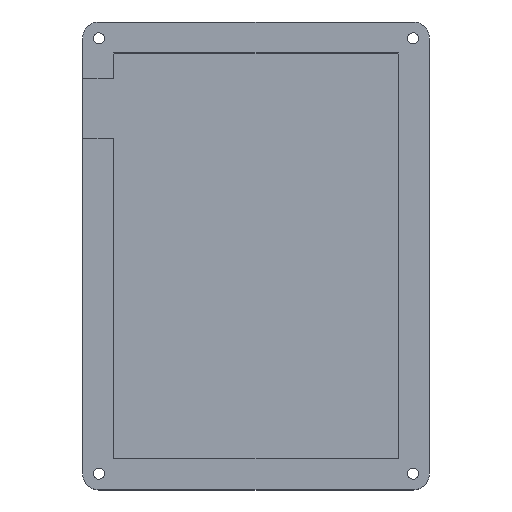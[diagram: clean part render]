
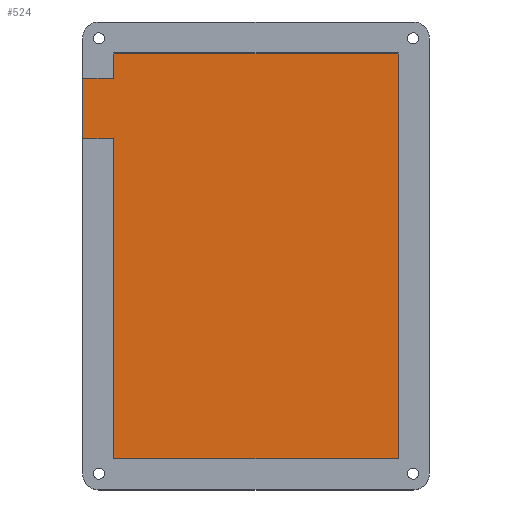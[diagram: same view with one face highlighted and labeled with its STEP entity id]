
A CAD part, top view. The second image highlights one B-rep face of the part: STEP entity #524.
In plain terms, the highlighted planar face has unit normal (0, 0, 1).
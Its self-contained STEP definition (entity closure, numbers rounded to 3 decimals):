
#34=PLANE('',#580);
#56=FACE_OUTER_BOUND('',#90,.T.);
#90=EDGE_LOOP('',(#421,#422,#423,#424,#425,#426,#427,#428));
#134=LINE('',#824,#182);
#142=LINE('',#846,#190);
#145=LINE('',#851,#193);
#146=LINE('',#854,#194);
#149=LINE('',#859,#197);
#150=LINE('',#862,#198);
#151=LINE('',#864,#199);
#152=LINE('',#865,#200);
#182=VECTOR('',#654,10.);
#190=VECTOR('',#678,10.);
#193=VECTOR('',#683,10.);
#194=VECTOR('',#686,10.);
#197=VECTOR('',#691,10.);
#198=VECTOR('',#694,10.);
#199=VECTOR('',#695,10.);
#200=VECTOR('',#696,10.);
#260=VERTEX_POINT('',#821);
#261=VERTEX_POINT('',#823);
#267=VERTEX_POINT('',#845);
#268=VERTEX_POINT('',#849);
#269=VERTEX_POINT('',#853);
#270=VERTEX_POINT('',#857);
#271=VERTEX_POINT('',#861);
#272=VERTEX_POINT('',#863);
#311=EDGE_CURVE('',#260,#261,#134,.T.);
#322=EDGE_CURVE('',#261,#267,#142,.T.);
#325=EDGE_CURVE('',#268,#260,#145,.T.);
#326=EDGE_CURVE('',#267,#269,#146,.T.);
#329=EDGE_CURVE('',#270,#268,#149,.T.);
#330=EDGE_CURVE('',#271,#270,#150,.T.);
#331=EDGE_CURVE('',#272,#271,#151,.T.);
#332=EDGE_CURVE('',#269,#272,#152,.T.);
#421=ORIENTED_EDGE('',*,*,#330,.F.);
#422=ORIENTED_EDGE('',*,*,#331,.F.);
#423=ORIENTED_EDGE('',*,*,#332,.F.);
#424=ORIENTED_EDGE('',*,*,#326,.F.);
#425=ORIENTED_EDGE('',*,*,#322,.F.);
#426=ORIENTED_EDGE('',*,*,#311,.F.);
#427=ORIENTED_EDGE('',*,*,#325,.F.);
#428=ORIENTED_EDGE('',*,*,#329,.F.);
#524=ADVANCED_FACE('',(#56),#34,.T.);
#580=AXIS2_PLACEMENT_3D('',#860,#692,#693);
#654=DIRECTION('',(0.,1.,0.));
#678=DIRECTION('',(1.,0.,0.));
#683=DIRECTION('',(-1.,0.,0.));
#686=DIRECTION('',(0.,1.,0.));
#691=DIRECTION('',(0.,1.,0.));
#692=DIRECTION('center_axis',(0.,0.,1.));
#693=DIRECTION('ref_axis',(1.,0.,0.));
#694=DIRECTION('',(-1.,0.,0.));
#695=DIRECTION('',(0.,-1.,0.));
#696=DIRECTION('',(1.,0.,0.));
#821=CARTESIAN_POINT('',(-21.388,27.034,3.));
#823=CARTESIAN_POINT('',(-21.388,45.534,3.));
#824=CARTESIAN_POINT('',(-21.388,49.539,3.));
#845=CARTESIAN_POINT('',(-11.888,45.534,3.));
#846=CARTESIAN_POINT('',(-21.388,45.534,3.));
#849=CARTESIAN_POINT('',(-11.888,27.034,3.));
#851=CARTESIAN_POINT('',(-11.888,27.034,3.));
#853=CARTESIAN_POINT('',(-11.888,53.294,3.));
#854=CARTESIAN_POINT('',(-11.888,-40.006,3.));
#857=CARTESIAN_POINT('',(-11.888,-71.106,3.));
#859=CARTESIAN_POINT('',(-11.888,-40.006,3.));
#860=CARTESIAN_POINT('Origin',(31.782,-8.906,3.));
#861=CARTESIAN_POINT('',(75.452,-71.106,3.));
#862=CARTESIAN_POINT('',(53.617,-71.106,3.));
#863=CARTESIAN_POINT('',(75.452,53.294,3.));
#864=CARTESIAN_POINT('',(75.452,22.194,3.));
#865=CARTESIAN_POINT('',(9.947,53.294,3.));
